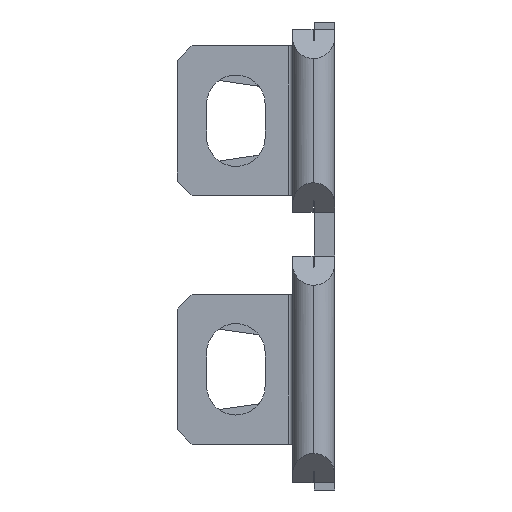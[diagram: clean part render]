
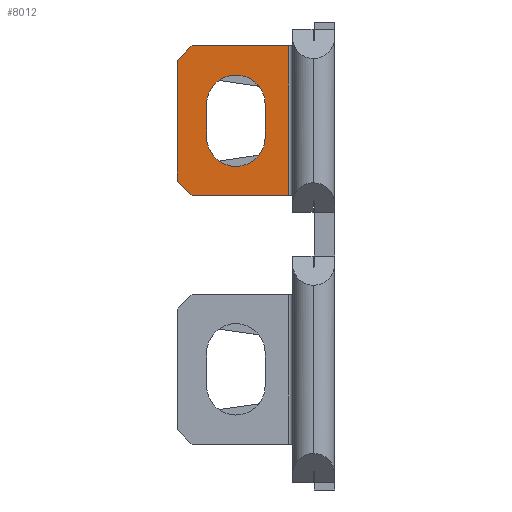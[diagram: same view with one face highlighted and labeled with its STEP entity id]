
A CAD part, left-side view. The second image highlights one B-rep face of the part: STEP entity #8012.
In plain terms, the highlighted planar face has unit normal (-1, 0, 0).
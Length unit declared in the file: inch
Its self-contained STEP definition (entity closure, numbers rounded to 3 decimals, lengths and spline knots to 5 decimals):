
#43 = EDGE_LOOP ( 'NONE', ( #2679, #6411, #8318, #1141, #7110 ) ) ;
#82 = CARTESIAN_POINT ( 'NONE',  ( 0.72125, 0.10625, 0.1625 ) ) ;
#109 = DIRECTION ( 'NONE',  ( 1., 0., 0. ) ) ;
#198 = CARTESIAN_POINT ( 'NONE',  ( 0.72125, 0.10625, 0.1225 ) ) ;
#335 = LINE ( 'NONE', #9499, #588 ) ;
#380 = EDGE_CURVE ( 'NONE', #6523, #8596, #335, .T. ) ;
#403 = CARTESIAN_POINT ( 'NONE',  ( 0.72125, 0.06625, 0.1625 ) ) ;
#588 = VECTOR ( 'NONE', #2757, 39.37008 ) ;
#859 = ORIENTED_EDGE ( 'NONE', *, *, #8164, .T. ) ;
#869 = DIRECTION ( 'NONE',  ( 0., 0., 1. ) ) ;
#1060 = DIRECTION ( 'NONE',  ( 0., 0., -1. ) ) ;
#1065 = CARTESIAN_POINT ( 'NONE',  ( 0.72125, 0.03375, 0.2875 ) ) ;
#1130 = DIRECTION ( 'NONE',  ( 1., 0., 0. ) ) ;
#1141 = ORIENTED_EDGE ( 'NONE', *, *, #9108, .T. ) ;
#1191 = CARTESIAN_POINT ( 'NONE',  ( 0.72125, 0.18625, 0.1025 ) ) ;
#1434 = VERTEX_POINT ( 'NONE', #4664 ) ;
#1536 = LINE ( 'NONE', #5834, #5348 ) ;
#1568 = CARTESIAN_POINT ( 'NONE',  ( 0.72125, 0.03375, 0.31 ) ) ;
#1600 = CIRCLE ( 'NONE', #9323, 0.04 ) ;
#1625 = EDGE_LOOP ( 'NONE', ( #859, #2238, #3110, #6429, #5913, #5034 ) ) ;
#1747 = CARTESIAN_POINT ( 'NONE',  ( 0.72125, 0.14625, 0.1625 ) ) ;
#1831 = EDGE_CURVE ( 'NONE', #1434, #3892, #3436, .T. ) ;
#1847 = LINE ( 'NONE', #1568, #9395 ) ;
#1853 = CIRCLE ( 'NONE', #3244, 0.04 ) ;
#1868 = CARTESIAN_POINT ( 'NONE',  ( 0.72125, 0.18625, 0.2675 ) ) ;
#1958 = VERTEX_POINT ( 'NONE', #1065 ) ;
#2031 = EDGE_CURVE ( 'NONE', #5152, #3537, #1536, .T. ) ;
#2085 = VECTOR ( 'NONE', #2161, 39.37008 ) ;
#2160 = VERTEX_POINT ( 'NONE', #9815 ) ;
#2161 = DIRECTION ( 'NONE',  ( 0., 0., -1. ) ) ;
#2238 = ORIENTED_EDGE ( 'NONE', *, *, #380, .T. ) ;
#2315 = LINE ( 'NONE', #3022, #4097 ) ;
#2334 = LINE ( 'NONE', #6683, #2085 ) ;
#2679 = ORIENTED_EDGE ( 'NONE', *, *, #2031, .T. ) ;
#2757 = DIRECTION ( 'NONE',  ( 0., -0.707, -0.707 ) ) ;
#2806 = AXIS2_PLACEMENT_3D ( 'NONE', #6398, #7880, #3389 ) ;
#3022 = CARTESIAN_POINT ( 'NONE',  ( 0.72125, 0.18625, 0.2875 ) ) ;
#3110 = ORIENTED_EDGE ( 'NONE', *, *, #6000, .T. ) ;
#3183 = EDGE_CURVE ( 'NONE', #3537, #7892, #8202, .T. ) ;
#3204 = VECTOR ( 'NONE', #3205, 39.37008 ) ;
#3205 = DIRECTION ( 'NONE',  ( 0., 0.707, -0.707 ) ) ;
#3244 = AXIS2_PLACEMENT_3D ( 'NONE', #4688, #109, #5444 ) ;
#3389 = DIRECTION ( 'NONE',  ( 0., 1., 0. ) ) ;
#3436 = LINE ( 'NONE', #6967, #3204 ) ;
#3521 = FACE_OUTER_BOUND ( 'NONE', #1625, .T. ) ;
#3537 = VERTEX_POINT ( 'NONE', #5566 ) ;
#3870 = DIRECTION ( 'NONE',  ( 0., 0., -1. ) ) ;
#3892 = VERTEX_POINT ( 'NONE', #1868 ) ;
#4097 = VECTOR ( 'NONE', #9052, 39.37008 ) ;
#4664 = CARTESIAN_POINT ( 'NONE',  ( 0.72125, 0.16625, 0.2875 ) ) ;
#4688 = CARTESIAN_POINT ( 'NONE',  ( 0.72125, 0.10625, 0.1625 ) ) ;
#4720 = VECTOR ( 'NONE', #8890, 39.37008 ) ;
#4857 = CARTESIAN_POINT ( 'NONE',  ( 0.72125, 0.06625, 0.2075 ) ) ;
#5034 = ORIENTED_EDGE ( 'NONE', *, *, #1831, .T. ) ;
#5129 = CARTESIAN_POINT ( 'NONE',  ( 0.72125, 0.16625, 0.0825 ) ) ;
#5152 = VERTEX_POINT ( 'NONE', #1747 ) ;
#5221 = EDGE_CURVE ( 'NONE', #7892, #9397, #5769, .T. ) ;
#5348 = VECTOR ( 'NONE', #7357, 39.37008 ) ;
#5415 = DIRECTION ( 'NONE',  ( 1., 0., 0. ) ) ;
#5444 = DIRECTION ( 'NONE',  ( 0., 0., 1. ) ) ;
#5566 = CARTESIAN_POINT ( 'NONE',  ( 0.72125, 0.14625, 0.2075 ) ) ;
#5636 = PLANE ( 'NONE',  #2806 ) ;
#5678 = CARTESIAN_POINT ( 'NONE',  ( 0.72125, 0.10625, 0.2075 ) ) ;
#5769 = LINE ( 'NONE', #4857, #9302 ) ;
#5834 = CARTESIAN_POINT ( 'NONE',  ( 0.72125, 0.14625, 0.2075 ) ) ;
#5862 = EDGE_CURVE ( 'NONE', #5949, #5152, #1853, .T. ) ;
#5913 = ORIENTED_EDGE ( 'NONE', *, *, #9012, .T. ) ;
#5949 = VERTEX_POINT ( 'NONE', #198 ) ;
#6000 = EDGE_CURVE ( 'NONE', #8596, #2160, #8694, .T. ) ;
#6398 = CARTESIAN_POINT ( 'NONE',  ( 0.72125, 0.18625, 0.31 ) ) ;
#6411 = ORIENTED_EDGE ( 'NONE', *, *, #3183, .T. ) ;
#6429 = ORIENTED_EDGE ( 'NONE', *, *, #8183, .F. ) ;
#6438 = DIRECTION ( 'NONE',  ( 0., 0., -1. ) ) ;
#6523 = VERTEX_POINT ( 'NONE', #1191 ) ;
#6683 = CARTESIAN_POINT ( 'NONE',  ( 0.72125, 0.18625, 0.31 ) ) ;
#6967 = CARTESIAN_POINT ( 'NONE',  ( 0.72125, 0.18625, 0.2675 ) ) ;
#7110 = ORIENTED_EDGE ( 'NONE', *, *, #5862, .T. ) ;
#7271 = FACE_BOUND ( 'NONE', #43, .T. ) ;
#7357 = DIRECTION ( 'NONE',  ( 0., 0., 1. ) ) ;
#7880 = DIRECTION ( 'NONE',  ( 1., 0., 0. ) ) ;
#7892 = VERTEX_POINT ( 'NONE', #8494 ) ;
#8012 = ADVANCED_FACE ( 'NONE', ( #7271, #3521 ), #5636, .F. ) ;
#8125 = CARTESIAN_POINT ( 'NONE',  ( 0.72125, 0.18625, 0.0825 ) ) ;
#8164 = EDGE_CURVE ( 'NONE', #3892, #6523, #2334, .T. ) ;
#8183 = EDGE_CURVE ( 'NONE', #1958, #2160, #1847, .T. ) ;
#8202 = CIRCLE ( 'NONE', #9519, 0.04 ) ;
#8318 = ORIENTED_EDGE ( 'NONE', *, *, #5221, .T. ) ;
#8494 = CARTESIAN_POINT ( 'NONE',  ( 0.72125, 0.06625, 0.2075 ) ) ;
#8596 = VERTEX_POINT ( 'NONE', #5129 ) ;
#8694 = LINE ( 'NONE', #8125, #4720 ) ;
#8890 = DIRECTION ( 'NONE',  ( 0., -1., 0. ) ) ;
#9012 = EDGE_CURVE ( 'NONE', #1958, #1434, #2315, .T. ) ;
#9052 = DIRECTION ( 'NONE',  ( 0., 1., 0. ) ) ;
#9108 = EDGE_CURVE ( 'NONE', #9397, #5949, #1600, .T. ) ;
#9302 = VECTOR ( 'NONE', #1060, 39.37008 ) ;
#9323 = AXIS2_PLACEMENT_3D ( 'NONE', #82, #5415, #869 ) ;
#9395 = VECTOR ( 'NONE', #3870, 39.37008 ) ;
#9397 = VERTEX_POINT ( 'NONE', #403 ) ;
#9499 = CARTESIAN_POINT ( 'NONE',  ( 0.72125, 0.18625, 0.1025 ) ) ;
#9519 = AXIS2_PLACEMENT_3D ( 'NONE', #5678, #1130, #6438 ) ;
#9815 = CARTESIAN_POINT ( 'NONE',  ( 0.72125, 0.03375, 0.0825 ) ) ;
